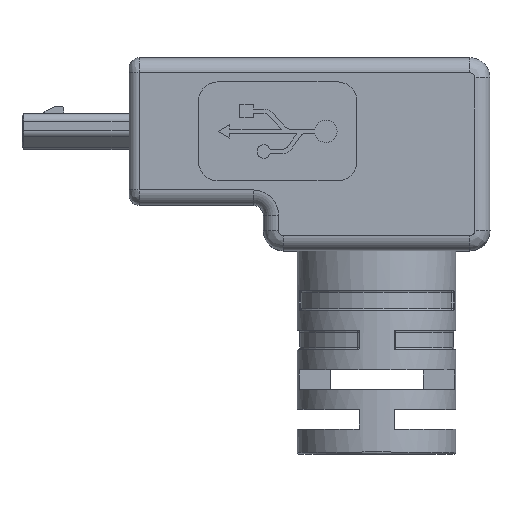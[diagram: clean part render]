
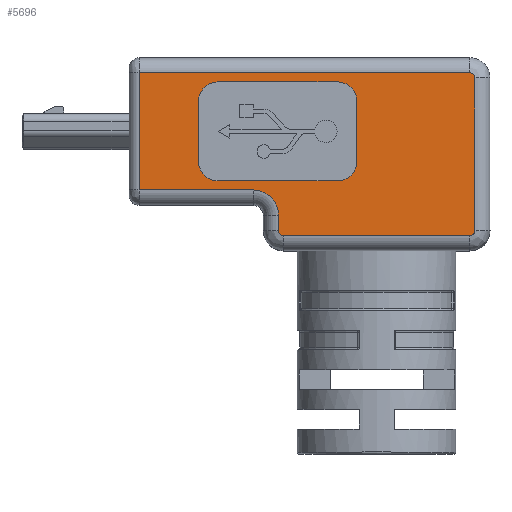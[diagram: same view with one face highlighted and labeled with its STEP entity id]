
A CAD part, top view. The second image highlights one B-rep face of the part: STEP entity #5696.
In plain terms, the highlighted planar face has unit normal (0, 0, 1).
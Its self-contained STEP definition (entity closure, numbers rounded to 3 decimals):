
#202=FACE_BOUND('',#1814,.T.);
#526=LINE('',#9614,#1075);
#528=LINE('',#9624,#1077);
#607=LINE('',#9827,#1156);
#610=LINE('',#9835,#1159);
#613=LINE('',#9843,#1162);
#616=LINE('',#9851,#1165);
#622=LINE('',#9874,#1171);
#623=LINE('',#9878,#1172);
#624=LINE('',#9882,#1173);
#625=LINE('',#9883,#1174);
#1075=VECTOR('',#7450,0.039);
#1077=VECTOR('',#7462,0.039);
#1156=VECTOR('',#7651,0.039);
#1159=VECTOR('',#7660,0.039);
#1162=VECTOR('',#7669,0.039);
#1165=VECTOR('',#7678,0.039);
#1171=VECTOR('',#7700,0.039);
#1172=VECTOR('',#7703,0.039);
#1173=VECTOR('',#7706,0.039);
#1174=VECTOR('',#7707,0.039);
#1474=FACE_OUTER_BOUND('',#1813,.T.);
#1813=EDGE_LOOP('',(#4632,#4633,#4634,#4635,#4636,#4637,#4638,#4639,#4640,
#4641));
#1814=EDGE_LOOP('',(#4642,#4643,#4644,#4645,#4646,#4647,#4648,#4649));
#2174=CIRCLE('',#6191,0.254);
#2178=CIRCLE('',#6197,1.27);
#2201=CIRCLE('',#6255,1.);
#2202=CIRCLE('',#6258,1.);
#2203=CIRCLE('',#6261,1.);
#2204=CIRCLE('',#6264,1.);
#2209=CIRCLE('',#6271,0.254);
#2210=CIRCLE('',#6272,0.254);
#2653=VERTEX_POINT('',#9602);
#2655=VERTEX_POINT('',#9606);
#2656=VERTEX_POINT('',#9610);
#2658=VERTEX_POINT('',#9616);
#2660=VERTEX_POINT('',#9623);
#2728=VERTEX_POINT('',#9824);
#2729=VERTEX_POINT('',#9826);
#2730=VERTEX_POINT('',#9830);
#2731=VERTEX_POINT('',#9834);
#2732=VERTEX_POINT('',#9838);
#2733=VERTEX_POINT('',#9842);
#2734=VERTEX_POINT('',#9846);
#2735=VERTEX_POINT('',#9850);
#2744=VERTEX_POINT('',#9873);
#2745=VERTEX_POINT('',#9875);
#2746=VERTEX_POINT('',#9877);
#2747=VERTEX_POINT('',#9879);
#2748=VERTEX_POINT('',#9881);
#3339=EDGE_CURVE('',#2653,#2655,#2174,.T.);
#3342=EDGE_CURVE('',#2656,#2653,#526,.T.);
#3345=EDGE_CURVE('',#2658,#2656,#2178,.F.);
#3347=EDGE_CURVE('',#2660,#2658,#528,.T.);
#3448=EDGE_CURVE('',#2728,#2729,#607,.F.);
#3450=EDGE_CURVE('',#2729,#2730,#2201,.T.);
#3452=EDGE_CURVE('',#2730,#2731,#610,.F.);
#3454=EDGE_CURVE('',#2731,#2732,#2202,.T.);
#3456=EDGE_CURVE('',#2732,#2733,#613,.F.);
#3458=EDGE_CURVE('',#2733,#2734,#2203,.T.);
#3460=EDGE_CURVE('',#2734,#2735,#616,.F.);
#3462=EDGE_CURVE('',#2735,#2728,#2204,.T.);
#3471=EDGE_CURVE('',#2655,#2744,#622,.F.);
#3472=EDGE_CURVE('',#2744,#2745,#2209,.T.);
#3473=EDGE_CURVE('',#2745,#2746,#623,.F.);
#3474=EDGE_CURVE('',#2746,#2747,#2210,.T.);
#3475=EDGE_CURVE('',#2747,#2748,#624,.F.);
#3476=EDGE_CURVE('',#2748,#2660,#625,.F.);
#4632=ORIENTED_EDGE('',*,*,#3347,.T.);
#4633=ORIENTED_EDGE('',*,*,#3345,.T.);
#4634=ORIENTED_EDGE('',*,*,#3342,.T.);
#4635=ORIENTED_EDGE('',*,*,#3339,.T.);
#4636=ORIENTED_EDGE('',*,*,#3471,.T.);
#4637=ORIENTED_EDGE('',*,*,#3472,.T.);
#4638=ORIENTED_EDGE('',*,*,#3473,.T.);
#4639=ORIENTED_EDGE('',*,*,#3474,.T.);
#4640=ORIENTED_EDGE('',*,*,#3475,.T.);
#4641=ORIENTED_EDGE('',*,*,#3476,.T.);
#4642=ORIENTED_EDGE('',*,*,#3462,.F.);
#4643=ORIENTED_EDGE('',*,*,#3460,.F.);
#4644=ORIENTED_EDGE('',*,*,#3458,.F.);
#4645=ORIENTED_EDGE('',*,*,#3456,.F.);
#4646=ORIENTED_EDGE('',*,*,#3454,.F.);
#4647=ORIENTED_EDGE('',*,*,#3452,.F.);
#4648=ORIENTED_EDGE('',*,*,#3450,.F.);
#4649=ORIENTED_EDGE('',*,*,#3448,.F.);
#5447=PLANE('',#6270);
#5696=ADVANCED_FACE('',(#1474,#202),#5447,.T.);
#6191=AXIS2_PLACEMENT_3D('',#9608,#7443,#7444);
#6197=AXIS2_PLACEMENT_3D('',#9620,#7457,#7458);
#6255=AXIS2_PLACEMENT_3D('',#9831,#7655,#7656);
#6258=AXIS2_PLACEMENT_3D('',#9839,#7664,#7665);
#6261=AXIS2_PLACEMENT_3D('',#9847,#7673,#7674);
#6264=AXIS2_PLACEMENT_3D('',#9854,#7682,#7683);
#6270=AXIS2_PLACEMENT_3D('',#9872,#7698,#7699);
#6271=AXIS2_PLACEMENT_3D('',#9876,#7701,#7702);
#6272=AXIS2_PLACEMENT_3D('',#9880,#7704,#7705);
#7443=DIRECTION('center_axis',(0.,0.,
1.));
#7444=DIRECTION('ref_axis',(-1.,0.,0.));
#7450=DIRECTION('',(0.,-1.,0.));
#7457=DIRECTION('center_axis',(0.,0.,
1.));
#7458=DIRECTION('ref_axis',(-1.,0.,0.));
#7462=DIRECTION('',(1.,0.,0.));
#7651=DIRECTION('',(0.,1.,0.));
#7655=DIRECTION('center_axis',(0.,0.,1.));
#7656=DIRECTION('ref_axis',(-1.,0.,0.));
#7660=DIRECTION('',(-1.,0.,0.));
#7664=DIRECTION('center_axis',(0.,0.,1.));
#7665=DIRECTION('ref_axis',(-1.,0.,0.));
#7669=DIRECTION('',(0.,-1.,0.));
#7673=DIRECTION('center_axis',(0.,0.,1.));
#7674=DIRECTION('ref_axis',(-1.,0.,0.));
#7678=DIRECTION('',(1.,0.,0.));
#7682=DIRECTION('center_axis',(0.,0.,1.));
#7683=DIRECTION('ref_axis',(-1.,0.,0.));
#7698=DIRECTION('center_axis',(0.,0.,1.));
#7699=DIRECTION('ref_axis',(1.,0.,0.));
#7700=DIRECTION('',(-1.,0.,0.));
#7701=DIRECTION('center_axis',(0.,0.,1.));
#7702=DIRECTION('ref_axis',(-1.,0.,0.));
#7703=DIRECTION('',(0.,-1.,0.));
#7704=DIRECTION('center_axis',(0.,0.,1.));
#7705=DIRECTION('ref_axis',(-1.,0.,0.));
#7706=DIRECTION('',(1.,0.,0.));
#7707=DIRECTION('',(0.,1.,0.));
#9602=CARTESIAN_POINT('',(-1.568,-3.849,10.79));
#9606=CARTESIAN_POINT('',(-1.314,-4.103,10.79));
#9608=CARTESIAN_POINT('Origin',(-1.314,-3.849,10.79));
#9610=CARTESIAN_POINT('',(-1.568,-3.073,10.79));
#9614=CARTESIAN_POINT('',(-1.568,0.,10.79));
#9616=CARTESIAN_POINT('',(-2.838,-1.803,10.79));
#9620=CARTESIAN_POINT('Origin',(-2.838,-3.073,10.79));
#9623=CARTESIAN_POINT('',(-8.592,-1.803,10.79));
#9624=CARTESIAN_POINT('',(0.,-1.803,10.79));
#9824=CARTESIAN_POINT('',(-5.607,2.65,10.79));
#9826=CARTESIAN_POINT('',(-5.607,-0.35,10.79));
#9827=CARTESIAN_POINT('',(-5.607,1.15,10.79));
#9830=CARTESIAN_POINT('',(-4.607,-1.35,10.79));
#9831=CARTESIAN_POINT('Origin',(-4.607,-0.35,10.79));
#9834=CARTESIAN_POINT('',(1.393,-1.35,10.79));
#9835=CARTESIAN_POINT('',(-1.607,-1.35,10.79));
#9838=CARTESIAN_POINT('',(2.393,-0.35,10.79));
#9839=CARTESIAN_POINT('Origin',(1.393,-0.35,10.79));
#9842=CARTESIAN_POINT('',(2.393,2.65,10.79));
#9843=CARTESIAN_POINT('',(2.393,1.15,10.79));
#9846=CARTESIAN_POINT('',(1.393,3.65,10.79));
#9847=CARTESIAN_POINT('Origin',(1.393,2.65,10.79));
#9850=CARTESIAN_POINT('',(-4.607,3.65,10.79));
#9851=CARTESIAN_POINT('',(-1.607,3.65,10.79));
#9854=CARTESIAN_POINT('Origin',(-4.607,2.65,10.79));
#9872=CARTESIAN_POINT('Origin',(0.,0.,10.79));
#9873=CARTESIAN_POINT('',(8.084,-4.103,10.79));
#9874=CARTESIAN_POINT('',(3.385,-4.103,10.79));
#9875=CARTESIAN_POINT('',(8.338,-3.849,10.79));
#9876=CARTESIAN_POINT('Origin',(8.084,-3.849,10.79));
#9877=CARTESIAN_POINT('',(8.338,3.849,10.79));
#9878=CARTESIAN_POINT('',(8.338,0.,10.79));
#9879=CARTESIAN_POINT('',(8.084,4.103,10.79));
#9880=CARTESIAN_POINT('Origin',(8.084,3.849,10.79));
#9881=CARTESIAN_POINT('',(-8.592,4.103,10.79));
#9882=CARTESIAN_POINT('',(-0.254,4.103,10.79));
#9883=CARTESIAN_POINT('',(-8.592,1.15,10.79));
